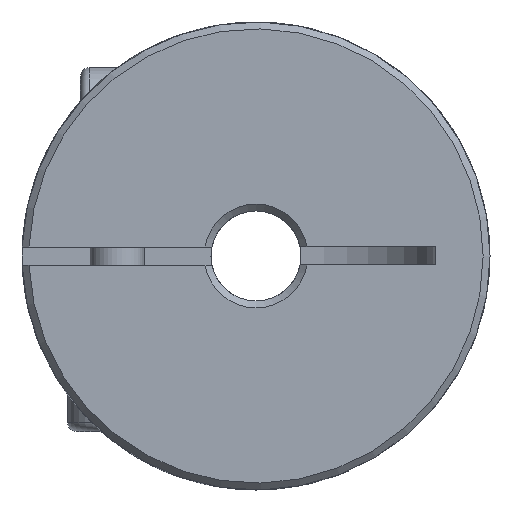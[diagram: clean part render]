
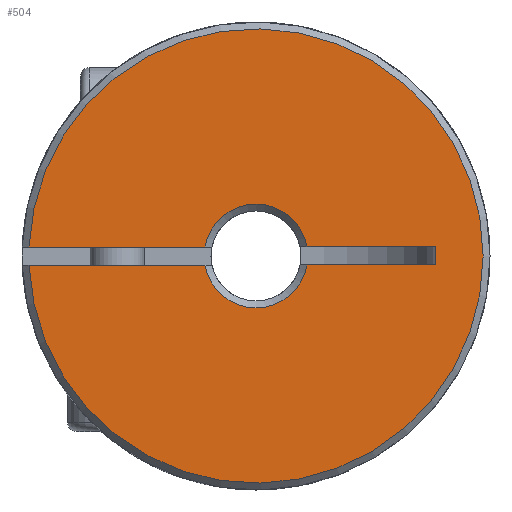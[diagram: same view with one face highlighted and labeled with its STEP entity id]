
A CAD part, left-side view. The second image highlights one B-rep face of the part: STEP entity #504.
In plain terms, the highlighted planar face has unit normal (-1, 0, 0).
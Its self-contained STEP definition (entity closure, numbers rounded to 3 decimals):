
#359 = VERTEX_POINT ( 'NONE', #2970 ) ;
#360 = VERTEX_POINT ( 'NONE', #2987 ) ;
#504 = ADVANCED_FACE ( 'NONE', ( #3598 ), #3521, .T. ) ;
#582 = VERTEX_POINT ( 'NONE', #3974 ) ;
#583 = VERTEX_POINT ( 'NONE', #3975 ) ;
#584 = VERTEX_POINT ( 'NONE', #3976 ) ;
#585 = VERTEX_POINT ( 'NONE', #3977 ) ;
#586 = VERTEX_POINT ( 'NONE', #3978 ) ;
#587 = VERTEX_POINT ( 'NONE', #3979 ) ;
#896 = EDGE_LOOP ( 'NONE', ( #1057, #1058, #1059, #1060, #1061, #1062, #1063, #1064 ) ) ;
#1057 = ORIENTED_EDGE ( 'NONE', *, *, #1965, .T. ) ;
#1058 = ORIENTED_EDGE ( 'NONE', *, *, #1967, .F. ) ;
#1059 = ORIENTED_EDGE ( 'NONE', *, *, #1966, .T. ) ;
#1060 = ORIENTED_EDGE ( 'NONE', *, *, #1947, .F. ) ;
#1061 = ORIENTED_EDGE ( 'NONE', *, *, #1950, .F. ) ;
#1062 = ORIENTED_EDGE ( 'NONE', *, *, #1963, .F. ) ;
#1063 = ORIENTED_EDGE ( 'NONE', *, *, #1964, .T. ) ;
#1064 = ORIENTED_EDGE ( 'NONE', *, *, #1935, .F. ) ;
#1935 = EDGE_CURVE ( 'NONE', #582, #587, #4734, .T. ) ;
#1947 = EDGE_CURVE ( 'NONE', #359, #360, #4750, .T. ) ;
#1950 = EDGE_CURVE ( 'NONE', #585, #359, #4752, .T. ) ;
#1963 = EDGE_CURVE ( 'NONE', #586, #585, #4767, .T. ) ;
#1964 = EDGE_CURVE ( 'NONE', #586, #587, #4763, .T. ) ;
#1965 = EDGE_CURVE ( 'NONE', #582, #583, #4766, .T. ) ;
#1966 = EDGE_CURVE ( 'NONE', #584, #360, #4770, .T. ) ;
#1967 = EDGE_CURVE ( 'NONE', #584, #583, #4772, .T. ) ;
#2970 = CARTESIAN_POINT ( 'NONE',  ( -17.5, 2.837, -0.5 ) ) ;
#2987 = CARTESIAN_POINT ( 'NONE',  ( -17.5, -2.837, -0.5 ) ) ;
#3235 = AXIS2_PLACEMENT_3D ( 'NONE', #3514, #3524, #3525 ) ;
#3370 = AXIS2_PLACEMENT_3D ( 'NONE', #4625, #4632, #4633 ) ;
#3381 = AXIS2_PLACEMENT_3D ( 'NONE', #4698, #4703, #4815 ) ;
#3388 = AXIS2_PLACEMENT_3D ( 'NONE', #4852, #4859, #4860 ) ;
#3514 = CARTESIAN_POINT ( 'NONE',  ( -17.5, 0., 0. ) ) ;
#3521 = PLANE ( 'NONE',  #3235 ) ;
#3524 = DIRECTION ( 'NONE',  ( -1., 0., 0. ) ) ;
#3525 = DIRECTION ( 'NONE',  ( 0., -1., 0. ) ) ;
#3598 = FACE_OUTER_BOUND ( 'NONE', #896, .T. ) ;
#3974 = CARTESIAN_POINT ( 'NONE',  ( -17.5, -2.837, 0.5 ) ) ;
#3975 = CARTESIAN_POINT ( 'NONE',  ( -17.5, -9.964, 0.5 ) ) ;
#3976 = CARTESIAN_POINT ( 'NONE',  ( -17.5, -9.964, -0.5 ) ) ;
#3977 = CARTESIAN_POINT ( 'NONE',  ( -17.5, 12.609, -0.5 ) ) ;
#3978 = CARTESIAN_POINT ( 'NONE',  ( -17.5, 12.609, 0.5 ) ) ;
#3979 = CARTESIAN_POINT ( 'NONE',  ( -17.5, 2.837, 0.5 ) ) ;
#4625 = CARTESIAN_POINT ( 'NONE',  ( -17.5, 0., 0. ) ) ;
#4632 = DIRECTION ( 'NONE',  ( -1., 0., 0. ) ) ;
#4633 = DIRECTION ( 'NONE',  ( 0., -1., 0. ) ) ;
#4698 = CARTESIAN_POINT ( 'NONE',  ( -17.5, 0., 0. ) ) ;
#4702 = CARTESIAN_POINT ( 'NONE',  ( -17.5, 0., -0.5 ) ) ;
#4703 = DIRECTION ( 'NONE',  ( -1., 0., 0. ) ) ;
#4734 = CIRCLE ( 'NONE', #3370, 2.881 ) ;
#4747 = VECTOR ( 'NONE', #4821, 1000. ) ;
#4750 = CIRCLE ( 'NONE', #3381, 2.881 ) ;
#4752 = LINE ( 'NONE', #4702, #4747 ) ;
#4763 = LINE ( 'NONE', #4862, #4764 ) ;
#4764 = VECTOR ( 'NONE', #4863, 1000. ) ;
#4766 = LINE ( 'NONE', #4851, #4768 ) ;
#4767 = CIRCLE ( 'NONE', #3388, 12.619 ) ;
#4768 = VECTOR ( 'NONE', #4865, 1000. ) ;
#4770 = LINE ( 'NONE', #4866, #4771 ) ;
#4771 = VECTOR ( 'NONE', #4867, 1000. ) ;
#4772 = LINE ( 'NONE', #4868, #4773 ) ;
#4773 = VECTOR ( 'NONE', #4869, 1000. ) ;
#4815 = DIRECTION ( 'NONE',  ( 0., -1., 0. ) ) ;
#4821 = DIRECTION ( 'NONE',  ( 0., -1., 0. ) ) ;
#4851 = CARTESIAN_POINT ( 'NONE',  ( -17.5, -9.964, 0.5 ) ) ;
#4852 = CARTESIAN_POINT ( 'NONE',  ( -17.5, 0., 0. ) ) ;
#4859 = DIRECTION ( 'NONE',  ( 1., 0., 0. ) ) ;
#4860 = DIRECTION ( 'NONE',  ( 0., -1., 0. ) ) ;
#4862 = CARTESIAN_POINT ( 'NONE',  ( -17.5, 0., 0.5 ) ) ;
#4863 = DIRECTION ( 'NONE',  ( 0., -1., 0. ) ) ;
#4865 = DIRECTION ( 'NONE',  ( 0., -1., 0. ) ) ;
#4866 = CARTESIAN_POINT ( 'NONE',  ( -17.5, -9.964, -0.5 ) ) ;
#4867 = DIRECTION ( 'NONE',  ( 0., 1., 0. ) ) ;
#4868 = CARTESIAN_POINT ( 'NONE',  ( -17.5, -9.964, -12.933 ) ) ;
#4869 = DIRECTION ( 'NONE',  ( 0., 0., 1. ) ) ;
